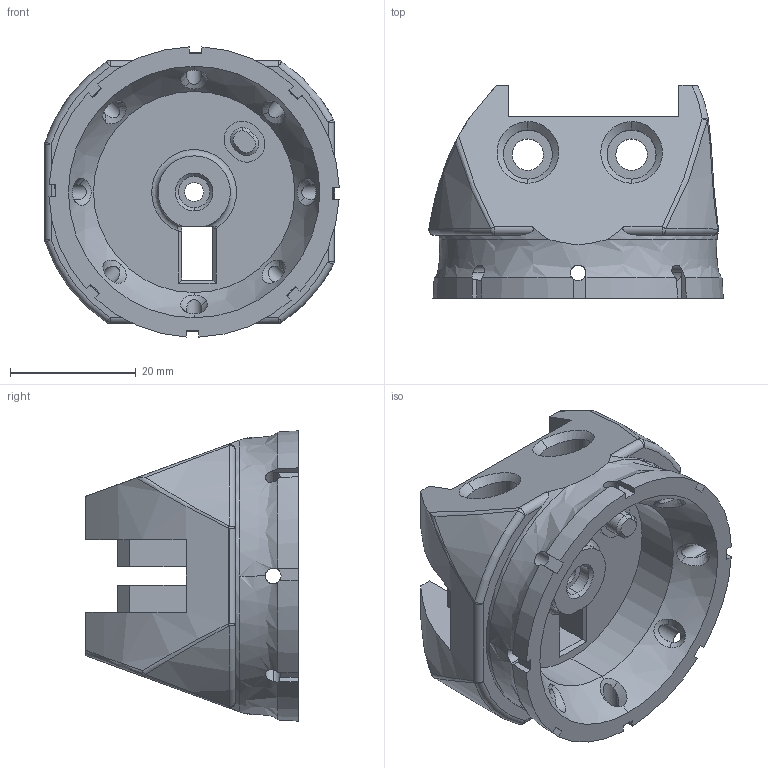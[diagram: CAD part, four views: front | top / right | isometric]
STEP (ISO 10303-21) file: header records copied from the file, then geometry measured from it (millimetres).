
FILE_DESCRIPTION (( 'STEP AP214' ), '1' );
FILE_NAME ('逋傷翋极.STEP', '2025-09-11T03:24:16', ( '' ), ( '' ), 'SwSTEP 2.0', 'SolidWorks 2020', '' );
FILE_SCHEMA (( 'AUTOMOTIVE_DESIGN' ));
Length unit declared in the file: millimetre
Products named in the file (1): 逋傷翋极
Bounding box: 46.85 x 33.83 x 46.18 mm (x, y, z)
Volume: 25857.5 mm3; surface area: 11750 mm2
Topology: 1 solids, 1 shells, 258 faces, 714 edges, 454 vertices
Faces by surface type: plane 116, cylinder 69, bspline 42, cone 13, sphere 13, torus 5
Entity records: 18276 total; most frequent: CARTESIAN_POINT 12094, ORIENTED_EDGE 1416, DIRECTION 1090, EDGE_CURVE 708, VERTEX_POINT 452, AXIS2_PLACEMENT_3D 376, VECTOR 338, LINE 338
